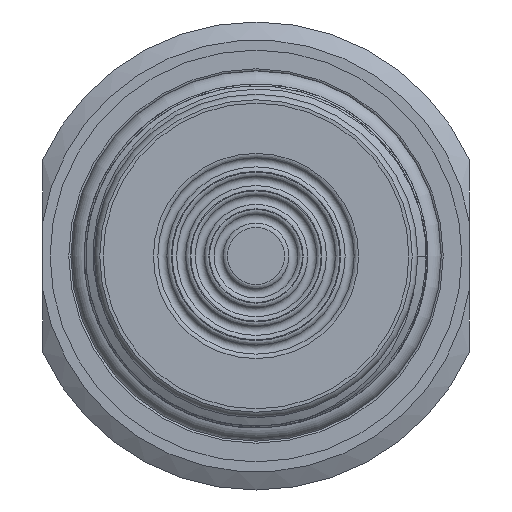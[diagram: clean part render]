
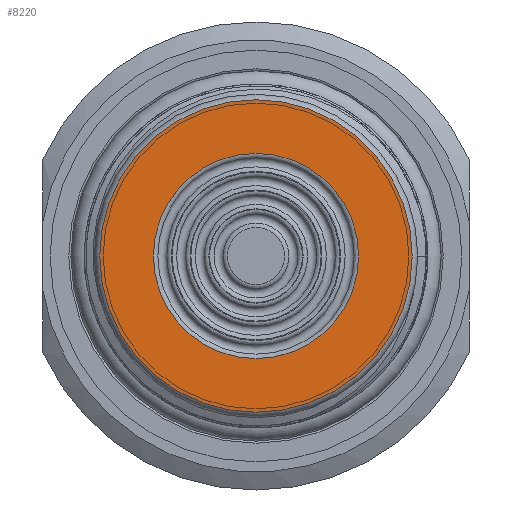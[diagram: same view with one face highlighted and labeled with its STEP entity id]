
A CAD part, left-side view. The second image highlights one B-rep face of the part: STEP entity #8220.
In plain terms, the highlighted planar face has unit normal (-1, 0, 0).
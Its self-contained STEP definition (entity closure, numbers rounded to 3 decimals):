
#1032=FACE_BOUND('',#2065,.T.);
#1084=PLANE('',#8676);
#1553=FACE_OUTER_BOUND('',#2064,.T.);
#2064=EDGE_LOOP('',(#7540));
#2065=EDGE_LOOP('',(#7541));
#3078=CIRCLE('',#8677,15.025);
#3079=CIRCLE('',#8678,9.866);
#3924=VERTEX_POINT('',#23798);
#3925=VERTEX_POINT('',#23800);
#5138=EDGE_CURVE('',#3924,#3924,#3078,.T.);
#5139=EDGE_CURVE('',#3925,#3925,#3079,.T.);
#7540=ORIENTED_EDGE('',*,*,#5138,.F.);
#7541=ORIENTED_EDGE('',*,*,#5139,.T.);
#8220=ADVANCED_FACE('',(#1553,#1032),#1084,.T.);
#8676=AXIS2_PLACEMENT_3D('',#23797,#9864,#9865);
#8677=AXIS2_PLACEMENT_3D('',#23799,#9866,#9867);
#8678=AXIS2_PLACEMENT_3D('',#23801,#9868,#9869);
#9864=DIRECTION('center_axis',(-1.,0.,0.));
#9865=DIRECTION('ref_axis',(0.,0.,1.));
#9866=DIRECTION('center_axis',(1.,0.,0.));
#9867=DIRECTION('ref_axis',(0.,0.,-1.));
#9868=DIRECTION('center_axis',(1.,0.,0.));
#9869=DIRECTION('ref_axis',(0.,0.,-1.));
#23797=CARTESIAN_POINT('Origin',(0.,15.025,0.));
#23798=CARTESIAN_POINT('',(0.,-15.025,0.));
#23799=CARTESIAN_POINT('Origin',(0.,0.,0.));
#23800=CARTESIAN_POINT('',(0.,0.,9.866));
#23801=CARTESIAN_POINT('Origin',(0.,0.,0.));
